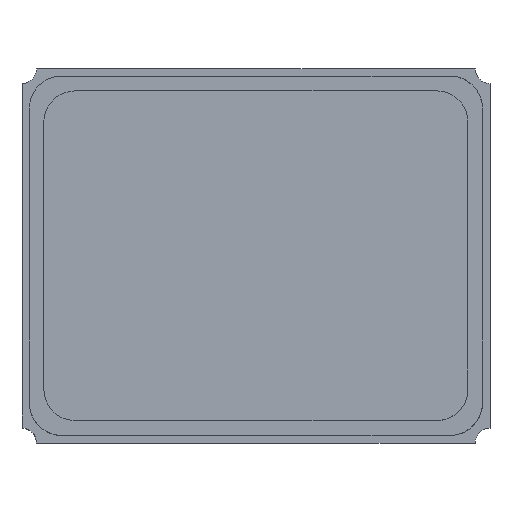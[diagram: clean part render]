
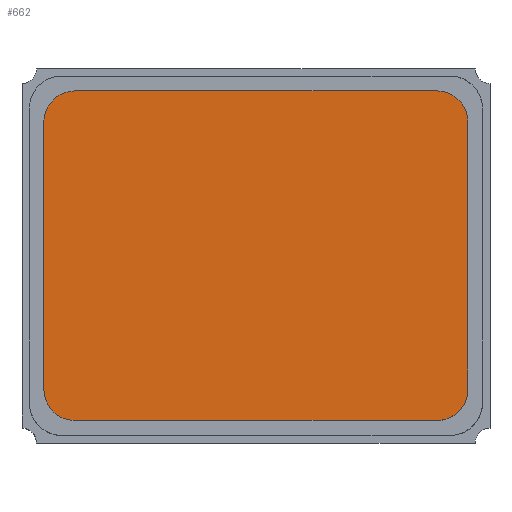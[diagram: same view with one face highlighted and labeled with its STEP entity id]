
A CAD part, top view. The second image highlights one B-rep face of the part: STEP entity #662.
In plain terms, the highlighted planar face has unit normal (0, 0, 1).
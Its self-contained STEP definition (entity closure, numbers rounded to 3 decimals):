
#4 = DIRECTION ( 'NONE',  ( 0., 0., 1. ) ) ;
#28 = EDGE_LOOP ( 'NONE', ( #828, #157, #369, #297, #39, #1096, #280, #245 ) ) ;
#38 = CARTESIAN_POINT ( 'NONE',  ( -1.133, 0.713, 0.8 ) ) ;
#39 = ORIENTED_EDGE ( 'NONE', *, *, #830, .T. ) ;
#70 = EDGE_CURVE ( 'NONE', #1137, #653, #745, .T. ) ;
#87 = EDGE_CURVE ( 'NONE', #853, #385, #944, .T. ) ;
#92 = CARTESIAN_POINT ( 'NONE',  ( -1.065, -0.88, 0.8 ) ) ;
#110 = CARTESIAN_POINT ( 'NONE',  ( -0.969, 0.88, 0.8 ) ) ;
#120 = CARTESIAN_POINT ( 'NONE',  ( 1.133, 0.811, 0.8 ) ) ;
#131 = CARTESIAN_POINT ( 'NONE',  ( 0.969, 0.88, 0.8 ) ) ;
#157 = ORIENTED_EDGE ( 'NONE', *, *, #1190, .T. ) ;
#167 = AXIS2_PLACEMENT_3D ( 'NONE', #580, #4, #879 ) ;
#180 = CARTESIAN_POINT ( 'NONE',  ( 1.133, -0.713, 0.8 ) ) ;
#197 = LINE ( 'NONE', #923, #832 ) ;
#199 = VERTEX_POINT ( 'NONE', #368 ) ;
#226 = DIRECTION ( 'NONE',  ( 0., -1., 0. ) ) ;
#245 = ORIENTED_EDGE ( 'NONE', *, *, #757, .T. ) ;
#280 = ORIENTED_EDGE ( 'NONE', *, *, #87, .T. ) ;
#289 = CARTESIAN_POINT ( 'NONE',  ( -1.133, -0.713, 0.8 ) ) ;
#297 = ORIENTED_EDGE ( 'NONE', *, *, #463, .T. ) ;
#327 = CARTESIAN_POINT ( 'NONE',  ( 0.969, 0.88, 0.8 ) ) ;
#334 = CARTESIAN_POINT ( 'NONE',  ( 1.133, -0.713, 0.8 ) ) ;
#367 = CARTESIAN_POINT ( 'NONE',  ( -0.969, 0.88, 0.8 ) ) ;
#368 = CARTESIAN_POINT ( 'NONE',  ( 0.969, 0.88, 0.8 ) ) ;
#369 = ORIENTED_EDGE ( 'NONE', *, *, #70, .T. ) ;
#385 = VERTEX_POINT ( 'NONE', #1184 ) ;
#388 =( BOUNDED_CURVE ( )  B_SPLINE_CURVE ( 3, ( #484, #607, #509, #504 ),
 .UNSPECIFIED., .F., .F. ) 
 B_SPLINE_CURVE_WITH_KNOTS ( ( 4, 4 ),
 ( 0., 1. ),
 .UNSPECIFIED. ) 
 CURVE ( )  GEOMETRIC_REPRESENTATION_ITEM ( )  RATIONAL_B_SPLINE_CURVE ( ( 1., 0.805, 0.805, 1. ) ) 
 REPRESENTATION_ITEM ( '' )  );
#418 = DIRECTION ( 'NONE',  ( 1., 0., 0. ) ) ;
#463 = EDGE_CURVE ( 'NONE', #653, #199, #642, .T. ) ;
#471 = CARTESIAN_POINT ( 'NONE',  ( 1.133, 0.713, 0.8 ) ) ;
#484 = CARTESIAN_POINT ( 'NONE',  ( 0.969, -0.88, 0.8 ) ) ;
#492 = VERTEX_POINT ( 'NONE', #1011 ) ;
#504 = CARTESIAN_POINT ( 'NONE',  ( 1.133, -0.713, 0.8 ) ) ;
#509 = CARTESIAN_POINT ( 'NONE',  ( 1.133, -0.811, 0.8 ) ) ;
#570 = VECTOR ( 'NONE', #226, 1000. ) ;
#580 = CARTESIAN_POINT ( 'NONE',  ( 0., 0., 0.8 ) ) ;
#607 = CARTESIAN_POINT ( 'NONE',  ( 1.065, -0.88, 0.8 ) ) ;
#614 = CARTESIAN_POINT ( 'NONE',  ( 1.133, 0.713, 0.8 ) ) ;
#629 = EDGE_CURVE ( 'NONE', #1239, #853, #1263, .T. ) ;
#641 = CARTESIAN_POINT ( 'NONE',  ( -1.133, 0.713, 0.8 ) ) ;
#642 =( BOUNDED_CURVE ( )  B_SPLINE_CURVE ( 3, ( #614, #120, #815, #131 ),
 .UNSPECIFIED., .F., .F. ) 
 B_SPLINE_CURVE_WITH_KNOTS ( ( 4, 4 ),
 ( 0., 1. ),
 .UNSPECIFIED. ) 
 CURVE ( )  GEOMETRIC_REPRESENTATION_ITEM ( )  RATIONAL_B_SPLINE_CURVE ( ( 1., 0.805, 0.805, 1. ) ) 
 REPRESENTATION_ITEM ( '' )  );
#653 = VERTEX_POINT ( 'NONE', #471 ) ;
#662 = ADVANCED_FACE ( 'NONE', ( #722 ), #974, .T. ) ;
#668 = VECTOR ( 'NONE', #1038, 1000. ) ;
#687 = CARTESIAN_POINT ( 'NONE',  ( -1.133, -0.811, 0.8 ) ) ;
#708 =( BOUNDED_CURVE ( )  B_SPLINE_CURVE ( 3, ( #289, #687, #92, #985 ),
 .UNSPECIFIED., .F., .F. ) 
 B_SPLINE_CURVE_WITH_KNOTS ( ( 4, 4 ),
 ( 0., 1. ),
 .UNSPECIFIED. ) 
 CURVE ( )  GEOMETRIC_REPRESENTATION_ITEM ( )  RATIONAL_B_SPLINE_CURVE ( ( 1., 0.805, 0.805, 1. ) ) 
 REPRESENTATION_ITEM ( '' )  );
#722 = FACE_OUTER_BOUND ( 'NONE', #28, .T. ) ;
#745 = LINE ( 'NONE', #334, #668 ) ;
#757 = EDGE_CURVE ( 'NONE', #385, #492, #708, .T. ) ;
#774 = CARTESIAN_POINT ( 'NONE',  ( -1.065, 0.88, 0.8 ) ) ;
#787 = VECTOR ( 'NONE', #1020, 1000. ) ;
#815 = CARTESIAN_POINT ( 'NONE',  ( 1.065, 0.88, 0.8 ) ) ;
#828 = ORIENTED_EDGE ( 'NONE', *, *, #848, .T. ) ;
#830 = EDGE_CURVE ( 'NONE', #199, #1239, #1048, .T. ) ;
#832 = VECTOR ( 'NONE', #418, 1000. ) ;
#848 = EDGE_CURVE ( 'NONE', #492, #1240, #197, .T. ) ;
#853 = VERTEX_POINT ( 'NONE', #38 ) ;
#879 = DIRECTION ( 'NONE',  ( 1., 0., 0. ) ) ;
#923 = CARTESIAN_POINT ( 'NONE',  ( -0.969, -0.88, 0.8 ) ) ;
#944 = LINE ( 'NONE', #641, #570 ) ;
#974 = PLANE ( 'NONE',  #167 ) ;
#985 = CARTESIAN_POINT ( 'NONE',  ( -0.969, -0.88, 0.8 ) ) ;
#1011 = CARTESIAN_POINT ( 'NONE',  ( -0.969, -0.88, 0.8 ) ) ;
#1020 = DIRECTION ( 'NONE',  ( -1., 0., 0. ) ) ;
#1038 = DIRECTION ( 'NONE',  ( 0., 1., 0. ) ) ;
#1048 = LINE ( 'NONE', #327, #787 ) ;
#1096 = ORIENTED_EDGE ( 'NONE', *, *, #629, .T. ) ;
#1098 = CARTESIAN_POINT ( 'NONE',  ( 0.969, -0.88, 0.8 ) ) ;
#1137 = VERTEX_POINT ( 'NONE', #180 ) ;
#1159 = CARTESIAN_POINT ( 'NONE',  ( -1.133, 0.811, 0.8 ) ) ;
#1184 = CARTESIAN_POINT ( 'NONE',  ( -1.133, -0.713, 0.8 ) ) ;
#1190 = EDGE_CURVE ( 'NONE', #1240, #1137, #388, .T. ) ;
#1239 = VERTEX_POINT ( 'NONE', #110 ) ;
#1240 = VERTEX_POINT ( 'NONE', #1098 ) ;
#1261 = CARTESIAN_POINT ( 'NONE',  ( -1.133, 0.713, 0.8 ) ) ;
#1263 =( BOUNDED_CURVE ( )  B_SPLINE_CURVE ( 3, ( #367, #774, #1159, #1261 ),
 .UNSPECIFIED., .F., .F. ) 
 B_SPLINE_CURVE_WITH_KNOTS ( ( 4, 4 ),
 ( 0., 1. ),
 .UNSPECIFIED. ) 
 CURVE ( )  GEOMETRIC_REPRESENTATION_ITEM ( )  RATIONAL_B_SPLINE_CURVE ( ( 1., 0.805, 0.805, 1. ) ) 
 REPRESENTATION_ITEM ( '' )  );
